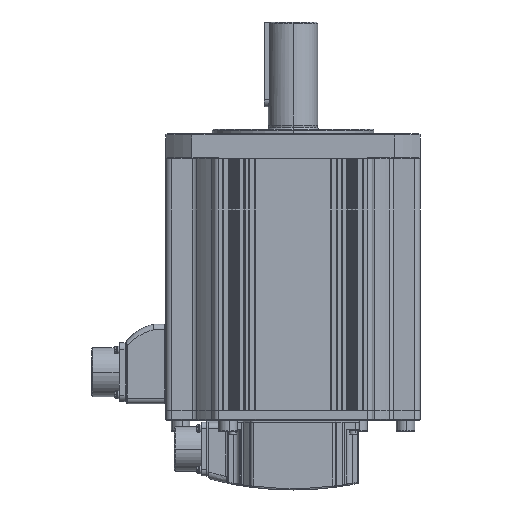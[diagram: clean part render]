
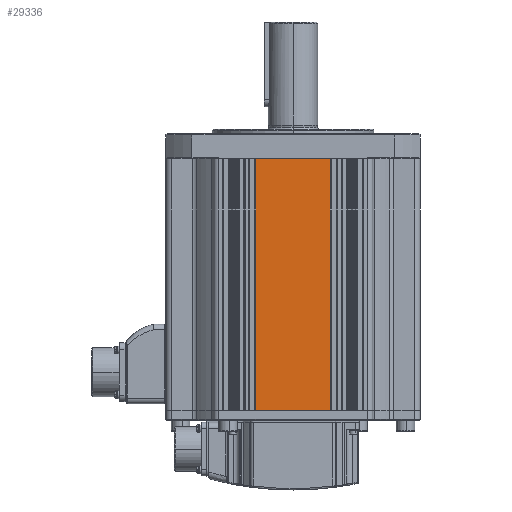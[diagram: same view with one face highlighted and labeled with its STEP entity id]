
A CAD part, left-side view. The second image highlights one B-rep face of the part: STEP entity #29336.
In plain terms, the highlighted planar face has unit normal (-1, 0, 0).
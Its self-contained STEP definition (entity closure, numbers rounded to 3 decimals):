
#15397 = CARTESIAN_POINT ( 'NONE',  ( -90., -26.5, -178. ) ) ;
#15488 = CARTESIAN_POINT ( 'NONE',  ( -90., 26.5, -178. ) ) ;
#27957 = CARTESIAN_POINT ( 'NONE',  ( -90., -26.5, 0. ) ) ;
#28169 = CARTESIAN_POINT ( 'NONE',  ( -90., 26.5, 0. ) ) ;
#29121 = EDGE_CURVE ( 'NONE', #93201, #93154, #87236, .T. ) ;
#29129 = EDGE_CURVE ( 'NONE', #46607, #93201, #31348, .T. ) ;
#29181 = EDGE_CURVE ( 'NONE', #46412, #93154, #35773, .T. ) ;
#29336 = ADVANCED_FACE ( 'NONE', ( #106682 ), #106729, .F. ) ;
#29928 = EDGE_CURVE ( 'NONE', #46607, #46412, #72894, .T. ) ;
#31330 = CARTESIAN_POINT ( 'NONE',  ( -90., 26.5, 0. ) ) ;
#31343 = DIRECTION ( 'NONE',  ( 0., 0., -1. ) ) ;
#31348 = LINE ( 'NONE', #31330, #115164 ) ;
#35773 = LINE ( 'NONE', #35777, #114889 ) ;
#35777 = CARTESIAN_POINT ( 'NONE',  ( -90., -26.5, 0. ) ) ;
#35824 = DIRECTION ( 'NONE',  ( 0., 0., -1. ) ) ;
#43546 = EDGE_LOOP ( 'NONE', ( #104208, #104006, #104145, #104112 ) ) ;
#46412 = VERTEX_POINT ( 'NONE', #27957 ) ;
#46607 = VERTEX_POINT ( 'NONE', #28169 ) ;
#70154 = VECTOR ( 'NONE', #72870, 1000. ) ;
#72836 = CARTESIAN_POINT ( 'NONE',  ( -90., 0., 0. ) ) ;
#72870 = DIRECTION ( 'NONE',  ( 0., -1., 0. ) ) ;
#72894 = LINE ( 'NONE', #72836, #70154 ) ;
#87236 = LINE ( 'NONE', #87261, #115105 ) ;
#87238 = DIRECTION ( 'NONE',  ( 0., -1., 0. ) ) ;
#87261 = CARTESIAN_POINT ( 'NONE',  ( -90., -26.5, -178. ) ) ;
#93154 = VERTEX_POINT ( 'NONE', #15397 ) ;
#93201 = VERTEX_POINT ( 'NONE', #15488 ) ;
#104006 = ORIENTED_EDGE ( 'NONE', *, *, #29181, .F. ) ;
#104112 = ORIENTED_EDGE ( 'NONE', *, *, #29129, .T. ) ;
#104145 = ORIENTED_EDGE ( 'NONE', *, *, #29928, .F. ) ;
#104208 = ORIENTED_EDGE ( 'NONE', *, *, #29121, .T. ) ;
#106682 = FACE_OUTER_BOUND ( 'NONE', #43546, .T. ) ;
#106693 = CARTESIAN_POINT ( 'NONE',  ( -90., -26.5, 0. ) ) ;
#106701 = DIRECTION ( 'NONE',  ( 1., 0., 0. ) ) ;
#106703 = DIRECTION ( 'NONE',  ( 0., 1., 0. ) ) ;
#106729 = PLANE ( 'NONE',  #107959 ) ;
#107959 = AXIS2_PLACEMENT_3D ( 'NONE', #106693, #106701, #106703 ) ;
#114889 = VECTOR ( 'NONE', #35824, 1000. ) ;
#115105 = VECTOR ( 'NONE', #87238, 1000. ) ;
#115164 = VECTOR ( 'NONE', #31343, 1000. ) ;
